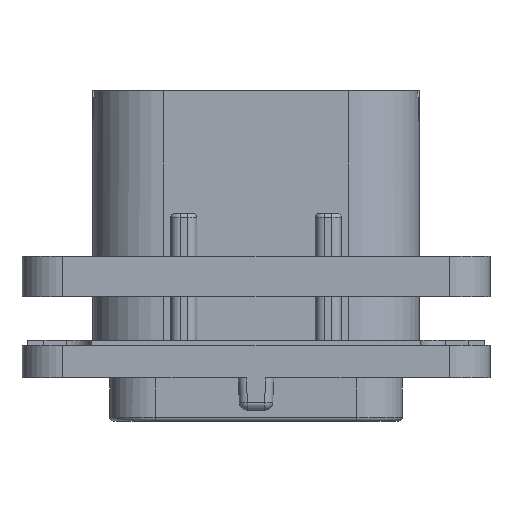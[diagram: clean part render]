
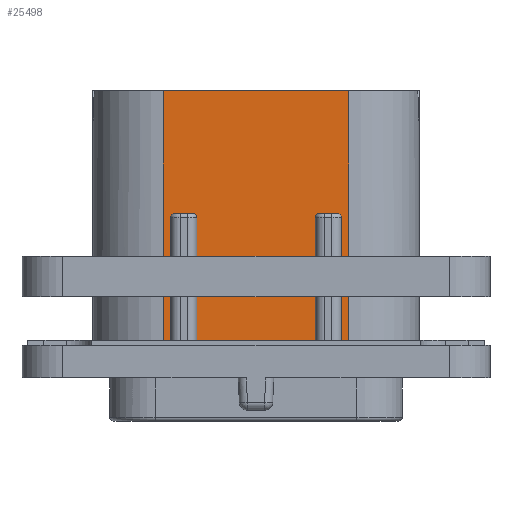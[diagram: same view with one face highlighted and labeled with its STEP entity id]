
A CAD part, front view. The second image highlights one B-rep face of the part: STEP entity #25498.
In plain terms, the highlighted planar face has unit normal (0, -1, 0).
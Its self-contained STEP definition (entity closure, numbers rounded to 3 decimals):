
#1176=DIRECTION('',(1.,0.,0.));
#1177=VECTOR('',#1176,11.4);
#1178=CARTESIAN_POINT('',(-5.7,-9.,17.67));
#1179=LINE('',#1178,#1177);
#5115=DIRECTION('',(1.,0.,0.));
#5116=VECTOR('',#5115,0.45);
#5117=CARTESIAN_POINT('',(-5.7,-9.,2.));
#5118=LINE('',#5117,#5116);
#5127=CARTESIAN_POINT('',(-5.,-9.,9.87));
#5128=DIRECTION('',(0.,1.,0.));
#5129=DIRECTION('',(-1.,0.,0.));
#5130=AXIS2_PLACEMENT_3D('',#5127,#5128,#5129);
#5159=CARTESIAN_POINT('',(-3.9,-9.,9.87));
#5160=DIRECTION('',(0.,1.,0.));
#5161=DIRECTION('',(0.,0.,1.));
#5162=AXIS2_PLACEMENT_3D('',#5159,#5160,#5161);
#5172=DIRECTION('',(0.,0.,1.));
#5173=VECTOR('',#5172,7.87);
#5174=CARTESIAN_POINT('',(5.25,-9.,2.));
#5175=LINE('',#5174,#5173);
#5176=DIRECTION('',(1.,0.,0.));
#5177=VECTOR('',#5176,1.1);
#5178=CARTESIAN_POINT('',(3.9,-9.,10.12));
#5179=LINE('',#5178,#5177);
#5180=DIRECTION('',(0.,0.,1.));
#5181=VECTOR('',#5180,7.87);
#5182=CARTESIAN_POINT('',(3.65,-9.,2.));
#5183=LINE('',#5182,#5181);
#5184=DIRECTION('',(0.,0.,1.));
#5185=VECTOR('',#5184,7.87);
#5186=CARTESIAN_POINT('',(-3.65,-9.,2.));
#5187=LINE('',#5186,#5185);
#5188=DIRECTION('',(1.,0.,0.));
#5189=VECTOR('',#5188,1.1);
#5190=CARTESIAN_POINT('',(-5.,-9.,10.12));
#5191=LINE('',#5190,#5189);
#5192=DIRECTION('',(0.,0.,1.));
#5193=VECTOR('',#5192,7.87);
#5194=CARTESIAN_POINT('',(-5.25,-9.,2.));
#5195=LINE('',#5194,#5193);
#5196=DIRECTION('',(0.,0.,-1.));
#5197=VECTOR('',#5196,15.67);
#5198=CARTESIAN_POINT('',(-5.7,-9.,17.67));
#5199=LINE('',#5198,#5197);
#5200=DIRECTION('',(0.,0.,-1.));
#5201=VECTOR('',#5200,15.67);
#5202=CARTESIAN_POINT('',(5.7,-9.,17.67));
#5203=LINE('',#5202,#5201);
#5217=CARTESIAN_POINT('',(5.,-9.,9.87));
#5218=DIRECTION('',(0.,1.,0.));
#5219=DIRECTION('',(0.,0.,1.));
#5220=AXIS2_PLACEMENT_3D('',#5217,#5218,#5219);
#5259=CARTESIAN_POINT('',(3.9,-9.,9.87));
#5260=DIRECTION('',(0.,1.,0.));
#5261=DIRECTION('',(-1.,0.,0.));
#5262=AXIS2_PLACEMENT_3D('',#5259,#5260,#5261);
#5350=DIRECTION('',(1.,0.,0.));
#5351=VECTOR('',#5350,0.45);
#5352=CARTESIAN_POINT('',(5.25,-9.,2.));
#5353=LINE('',#5352,#5351);
#8847=DIRECTION('',(1.,0.,0.));
#8848=VECTOR('',#8847,7.3);
#8849=CARTESIAN_POINT('',(-3.65,-9.,2.));
#8850=LINE('',#8849,#8848);
#15791=CARTESIAN_POINT('',(-5.7,-9.,17.67));
#15792=CARTESIAN_POINT('',(-5.7,-9.,2.));
#15793=VERTEX_POINT('',#15791);
#15794=VERTEX_POINT('',#15792);
#15795=CARTESIAN_POINT('',(5.7,-9.,17.67));
#15796=CARTESIAN_POINT('',(5.7,-9.,2.));
#15797=VERTEX_POINT('',#15795);
#15798=VERTEX_POINT('',#15796);
#15949=CARTESIAN_POINT('',(-5.25,-9.,2.));
#15950=VERTEX_POINT('',#15949);
#15951=CARTESIAN_POINT('',(-3.65,-9.,2.));
#15952=CARTESIAN_POINT('',(3.65,-9.,2.));
#15953=VERTEX_POINT('',#15951);
#15954=VERTEX_POINT('',#15952);
#15955=CARTESIAN_POINT('',(5.25,-9.,2.));
#15956=VERTEX_POINT('',#15955);
#18422=CARTESIAN_POINT('',(-3.65,-9.,9.87));
#18424=VERTEX_POINT('',#18422);
#18426=CARTESIAN_POINT('',(-3.9,-9.,10.12));
#18428=VERTEX_POINT('',#18426);
#18449=CARTESIAN_POINT('',(-5.,-9.,10.12));
#18450=VERTEX_POINT('',#18449);
#18451=CARTESIAN_POINT('',(-5.25,-9.,9.87));
#18452=VERTEX_POINT('',#18451);
#18454=CARTESIAN_POINT('',(5.25,-9.,9.87));
#18456=VERTEX_POINT('',#18454);
#18458=CARTESIAN_POINT('',(5.,-9.,10.12));
#18460=VERTEX_POINT('',#18458);
#18461=CARTESIAN_POINT('',(3.9,-9.,10.12));
#18463=VERTEX_POINT('',#18461);
#18465=CARTESIAN_POINT('',(3.65,-9.,9.87));
#18467=VERTEX_POINT('',#18465);
#25468=CARTESIAN_POINT('',(-10.05,-9.,2.));
#25469=DIRECTION('',(0.,-1.,0.));
#25470=DIRECTION('',(1.,0.,0.));
#25471=AXIS2_PLACEMENT_3D('',#25468,#25469,#25470);
#25472=PLANE('',#25471);
#25474=ORIENTED_EDGE('',*,*,#25473,.T.);
#25476=ORIENTED_EDGE('',*,*,#25475,.F.);
#25478=ORIENTED_EDGE('',*,*,#25477,.F.);
#25480=ORIENTED_EDGE('',*,*,#25479,.F.);
#25482=ORIENTED_EDGE('',*,*,#25481,.F.);
#25484=ORIENTED_EDGE('',*,*,#25483,.F.);
#25485=ORIENTED_EDGE('',*,*,#25459,.T.);
#25486=ORIENTED_EDGE('',*,*,#25448,.F.);
#25487=ORIENTED_EDGE('',*,*,#25433,.F.);
#25488=ORIENTED_EDGE('',*,*,#25414,.F.);
#25489=ORIENTED_EDGE('',*,*,#25399,.F.);
#25490=ORIENTED_EDGE('',*,*,#25384,.F.);
#25491=ORIENTED_EDGE('',*,*,#19825,.F.);
#25492=ORIENTED_EDGE('',*,*,#20010,.T.);
#25493=ORIENTED_EDGE('',*,*,#20266,.T.);
#25495=ORIENTED_EDGE('',*,*,#25494,.F.);
#25496=EDGE_LOOP('',(#25474,#25476,#25478,#25480,#25482,#25484,#25485,#25486,
#25487,#25488,#25489,#25490,#25491,#25492,#25493,#25495));
#25497=FACE_OUTER_BOUND('',#25496,.F.);
#25498=ADVANCED_FACE('',(#25497),#25472,.T.);
#5131=CIRCLE('',#5130,0.25);
#5163=CIRCLE('',#5162,0.25);
#5221=CIRCLE('',#5220,0.25);
#5263=CIRCLE('',#5262,0.25);
#19825=EDGE_CURVE('',#15793,#15794,#5199,.T.);
#20010=EDGE_CURVE('',#15793,#15797,#1179,.T.);
#20266=EDGE_CURVE('',#15797,#15798,#5203,.T.);
#25384=EDGE_CURVE('',#15794,#15950,#5118,.T.);
#25399=EDGE_CURVE('',#15950,#18452,#5195,.T.);
#25414=EDGE_CURVE('',#18452,#18450,#5131,.T.);
#25433=EDGE_CURVE('',#18450,#18428,#5191,.T.);
#25448=EDGE_CURVE('',#18428,#18424,#5163,.T.);
#25459=EDGE_CURVE('',#15953,#18424,#5187,.T.);
#25473=EDGE_CURVE('',#15956,#18456,#5175,.T.);
#25475=EDGE_CURVE('',#18460,#18456,#5221,.T.);
#25477=EDGE_CURVE('',#18463,#18460,#5179,.T.);
#25479=EDGE_CURVE('',#18467,#18463,#5263,.T.);
#25481=EDGE_CURVE('',#15954,#18467,#5183,.T.);
#25483=EDGE_CURVE('',#15953,#15954,#8850,.T.);
#25494=EDGE_CURVE('',#15956,#15798,#5353,.T.);
